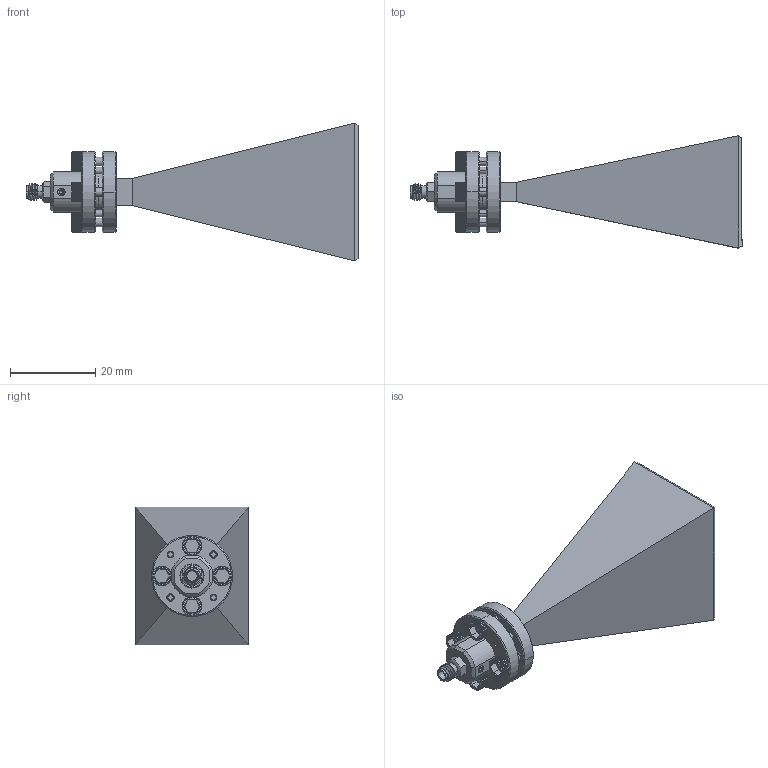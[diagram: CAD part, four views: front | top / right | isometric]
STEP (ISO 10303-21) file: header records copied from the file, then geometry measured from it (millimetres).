
FILE_DESCRIPTION (( 'STEP AP203' ), '1' );
FILE_NAME ('SAR-2309-151F-E2.STEP', '2020-01-15T00:23:38', ( '' ), ( '' ), 'SwSTEP 2.0', 'SolidWorks 2016', '' );
FILE_SCHEMA (( 'CONFIG_CONTROL_DESIGN' ));
Length unit declared in the file: inch
Products named in the file (1): SAR-2309-151F-E2
Bounding box: 78.09 x 26.43 x 32.4 mm (x, y, z)
Volume: 7376.4 mm3; surface area: 9767.9 mm2
Topology: 1 solids, 3 shells, 950 faces, 2611 edges, 1682 vertices
Faces by surface type: plane 502, cylinder 305, cone 121, bspline 12, torus 10
Entity records: 34233 total; most frequent: CARTESIAN_POINT 11721, ORIENTED_EDGE 5206, DIRECTION 4045, EDGE_CURVE 2603, VERTEX_POINT 1682, AXIS2_PLACEMENT_3D 1552, EDGE_LOOP 1007, FACE_OUTER_BOUND 950
